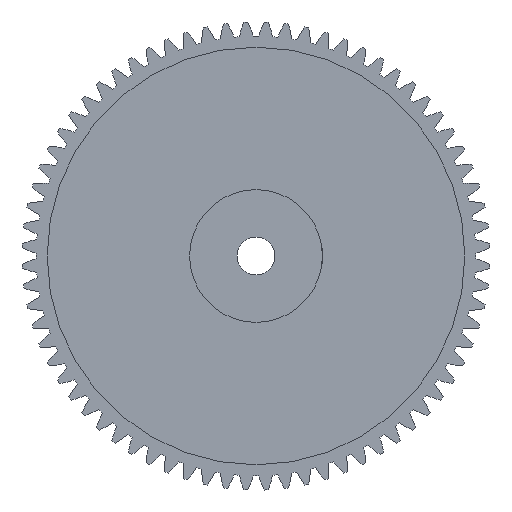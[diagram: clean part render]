
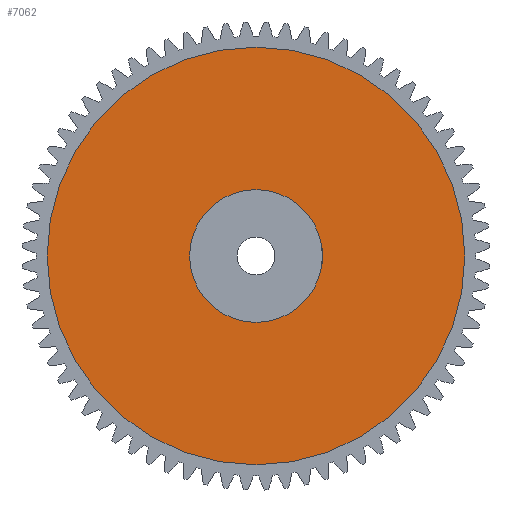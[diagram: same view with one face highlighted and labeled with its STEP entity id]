
A CAD part, left-side view. The second image highlights one B-rep face of the part: STEP entity #7062.
In plain terms, the highlighted planar face has unit normal (-1, 0, 0).
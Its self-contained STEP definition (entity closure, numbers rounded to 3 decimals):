
#152 = DIRECTION ( 'NONE',  ( -1., 0., 0. ) ) ;
#447 = AXIS2_PLACEMENT_3D ( 'NONE', #1901, #4296, #7634 ) ;
#568 = CARTESIAN_POINT ( 'NONE',  ( 2.2, 0., -10.5 ) ) ;
#1708 = DIRECTION ( 'NONE',  ( -1., 0., 0. ) ) ;
#1778 = CARTESIAN_POINT ( 'NONE',  ( 2.2, 0., 10.5 ) ) ;
#1834 = DIRECTION ( 'NONE',  ( 0., 0., 1. ) ) ;
#1901 = CARTESIAN_POINT ( 'NONE',  ( 2.2, 0., 0. ) ) ;
#1954 = VERTEX_POINT ( 'NONE', #1778 ) ;
#2305 = EDGE_LOOP ( 'NONE', ( #8990, #3125 ) ) ;
#2640 = CARTESIAN_POINT ( 'NONE',  ( 2.2, 0., 0. ) ) ;
#2820 = AXIS2_PLACEMENT_3D ( 'NONE', #10151, #1708, #6780 ) ;
#2823 = ORIENTED_EDGE ( 'NONE', *, *, #7984, .F. ) ;
#3125 = ORIENTED_EDGE ( 'NONE', *, *, #5935, .T. ) ;
#3488 = EDGE_CURVE ( 'NONE', #1954, #9328, #9736, .T. ) ;
#3973 = ORIENTED_EDGE ( 'NONE', *, *, #3488, .F. ) ;
#4296 = DIRECTION ( 'NONE',  ( -1., 0., 0. ) ) ;
#4381 = PLANE ( 'NONE',  #4699 ) ;
#4699 = AXIS2_PLACEMENT_3D ( 'NONE', #6747, #6813, #6103 ) ;
#4729 = CARTESIAN_POINT ( 'NONE',  ( 2.2, 0., 0. ) ) ;
#5110 = CIRCLE ( 'NONE', #447, 33. ) ;
#5391 = CARTESIAN_POINT ( 'NONE',  ( 2.2, 0., -33. ) ) ;
#5581 = AXIS2_PLACEMENT_3D ( 'NONE', #4729, #7912, #5641 ) ;
#5641 = DIRECTION ( 'NONE',  ( 0., 0., 1. ) ) ;
#5935 = EDGE_CURVE ( 'NONE', #8916, #8688, #6659, .T. ) ;
#6103 = DIRECTION ( 'NONE',  ( 0., 0., 1. ) ) ;
#6616 = CIRCLE ( 'NONE', #2820, 10.5 ) ;
#6659 = CIRCLE ( 'NONE', #8229, 33. ) ;
#6747 = CARTESIAN_POINT ( 'NONE',  ( 2.2, 0., 0. ) ) ;
#6780 = DIRECTION ( 'NONE',  ( 0., 0., 1. ) ) ;
#6813 = DIRECTION ( 'NONE',  ( -1., 0., 0. ) ) ;
#7062 = ADVANCED_FACE ( 'NONE', ( #9190, #10054 ), #4381, .T. ) ;
#7634 = DIRECTION ( 'NONE',  ( 0., 0., 1. ) ) ;
#7912 = DIRECTION ( 'NONE',  ( -1., 0., 0. ) ) ;
#7952 = CARTESIAN_POINT ( 'NONE',  ( 2.2, 0., 33. ) ) ;
#7984 = EDGE_CURVE ( 'NONE', #9328, #1954, #6616, .T. ) ;
#8229 = AXIS2_PLACEMENT_3D ( 'NONE', #2640, #152, #1834 ) ;
#8688 = VERTEX_POINT ( 'NONE', #7952 ) ;
#8916 = VERTEX_POINT ( 'NONE', #5391 ) ;
#8990 = ORIENTED_EDGE ( 'NONE', *, *, #9665, .T. ) ;
#9190 = FACE_BOUND ( 'NONE', #9505, .T. ) ;
#9328 = VERTEX_POINT ( 'NONE', #568 ) ;
#9505 = EDGE_LOOP ( 'NONE', ( #2823, #3973 ) ) ;
#9665 = EDGE_CURVE ( 'NONE', #8688, #8916, #5110, .T. ) ;
#9736 = CIRCLE ( 'NONE', #5581, 10.5 ) ;
#10054 = FACE_OUTER_BOUND ( 'NONE', #2305, .T. ) ;
#10151 = CARTESIAN_POINT ( 'NONE',  ( 2.2, 0., 0. ) ) ;
